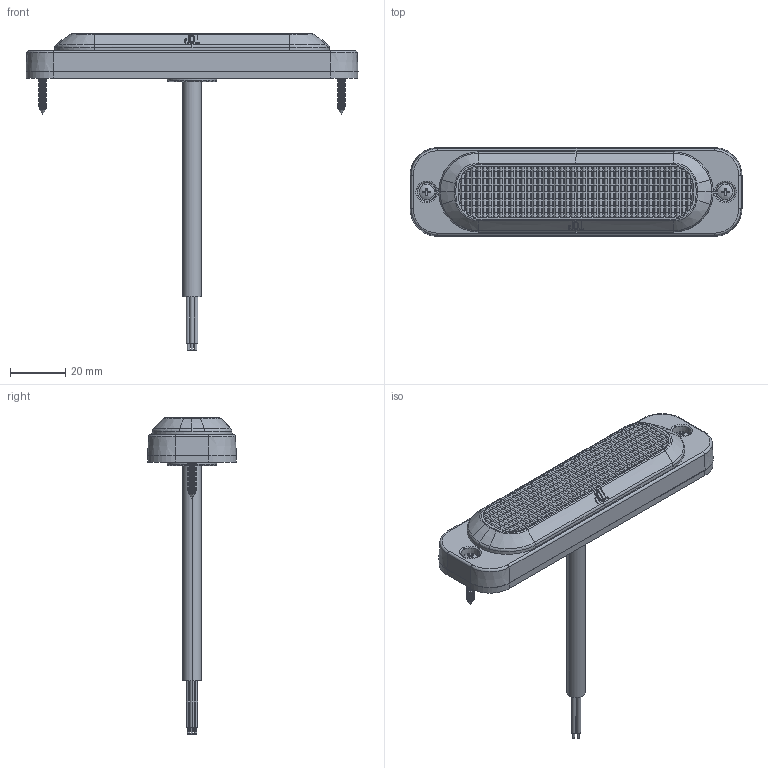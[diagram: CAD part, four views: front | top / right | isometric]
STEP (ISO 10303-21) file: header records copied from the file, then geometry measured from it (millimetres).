
FILE_DESCRIPTION((''),'2;1');
FILE_NAME('SM7016-000_ASM_134__ASM_2_ASM','2025-07-08T13:48:00',('Administrator'),(''),'CREO PARAMETRIC BY PTC INC, 2023294','CREO PARAMETRIC BY PTC INC, 2023294','');
FILE_SCHEMA(('CONFIG_CONTROL_DESIGN','SHAPE_APPEARANCE_LAYERS_GROUPS'));
Products named in the file (8): SM7016-001-002_49__3; LINE-06_10__1; SM7002-06-003_9__2; ST3X20_1_2__1; SM7016-001-004_30__1; JIAOSHUI-02_2__1; TOUQITIE_1; SM7016-000_ASM_134__ASM_2_ASM
Assembly tree (8 placements, depth 2):
  SM7016-000_ASM_134__ASM_2_ASM
    SM7016-001-002_49__3
    LINE-06_10__1
    SM7002-06-003_9__2
    ST3X20_1_2__1  x2
    SM7016-001-004_30__1
    JIAOSHUI-02_2__1
    TOUQITIE_1
Bounding box: 120.12 x 32.12 x 114.46 mm (x, y, z)
Volume: 46828.6 mm3; surface area: 23143.4 mm2
Topology: 8 solids, 8 shells, 2287 faces, 5281 edges, 3044 vertices
Faces by surface type: cylinder 966, bspline 446, plane 386, cone 337, torus 136, sphere 16
Entity records: 102249 total; most frequent: CARTESIAN_POINT 30207, ORIENTED_EDGE 9646, DIRECTION 7717, PRESENTATION_STYLE_ASSIGNMENT 5887, EDGE_CURVE 4823, STYLED_ITEM 4591, CURVE_STYLE 4589, AXIS2_PLACEMENT_3D 3096
